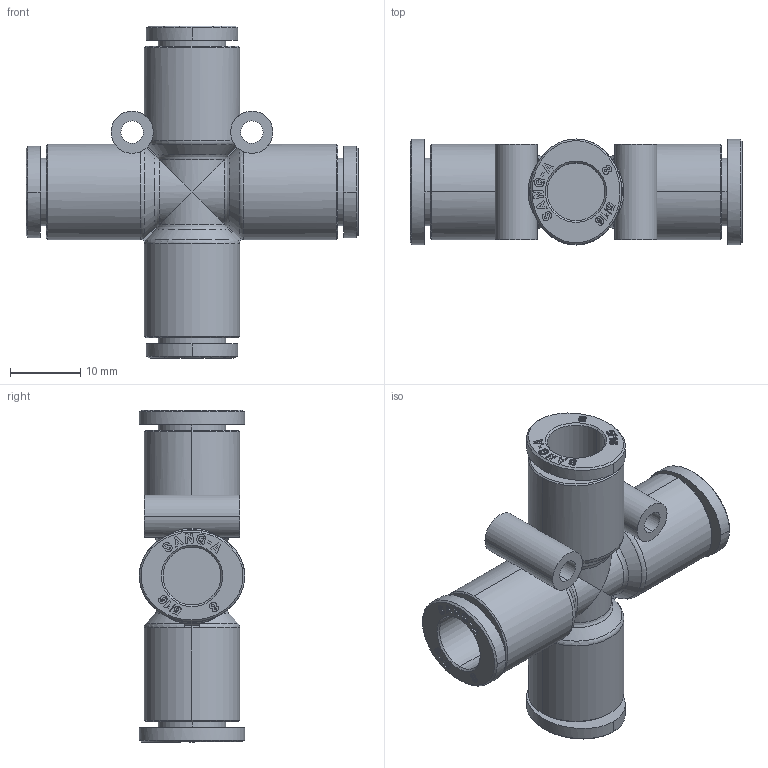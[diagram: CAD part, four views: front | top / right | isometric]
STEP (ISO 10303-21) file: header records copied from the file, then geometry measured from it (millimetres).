
FILE_DESCRIPTION((''),'2;1');
FILE_NAME('GPZA_08(3D).stp','2012-12-26T19:04:27',(''),(''),'Mechanical Desktop.R8.0.24.0','Mechanical Desktop.R8.0.24.0',', , ');
FILE_SCHEMA(('CONFIG_CONTROL_DESIGN'));
Length unit declared in the file: millimetre
Products named in the file (2): GPZA_08(3D); ºÎÇ°2
Assembly tree (1 placements, depth 2):
  GPZA_08(3D)
    ºÎÇ°2
Bounding box: 47.2 x 15 x 47.2 mm (x, y, z)
Volume: 8012.3 mm3; surface area: 6989.6 mm2
Topology: 1 solids, 1 shells, 1602 faces, 4554 edges, 3014 vertices
Faces by surface type: plane 1362, bspline 124, cylinder 76, cone 32, torus 8
Entity records: 54475 total; most frequent: CARTESIAN_POINT 13040, ORIENTED_EDGE 9076, DIRECTION 7814, EDGE_CURVE 4538, VECTOR 4014, LINE 4014, VERTEX_POINT 3014, AXIS2_PLACEMENT_3D 1900
